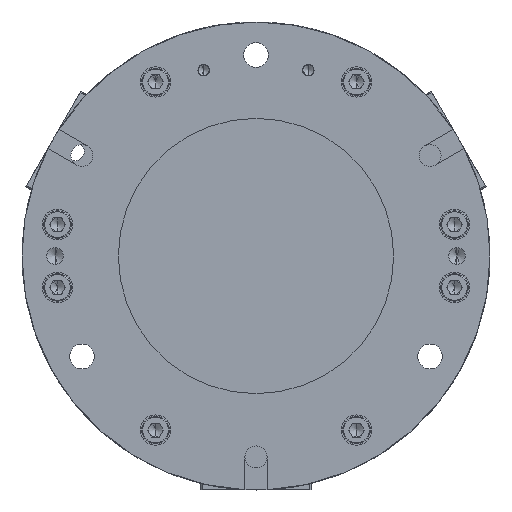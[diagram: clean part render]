
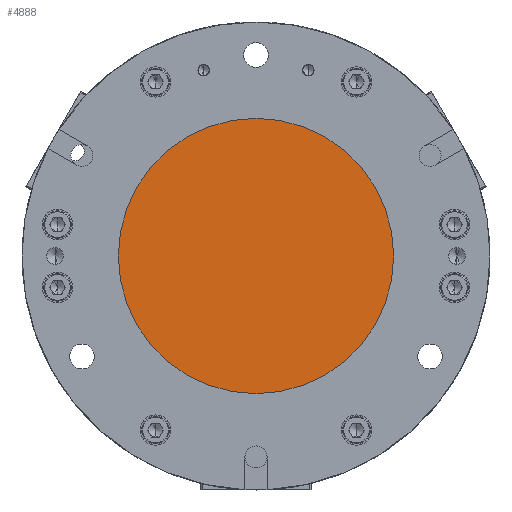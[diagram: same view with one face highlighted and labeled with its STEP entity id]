
A CAD part, front view. The second image highlights one B-rep face of the part: STEP entity #4888.
In plain terms, the highlighted planar face has unit normal (0, -1, 0).
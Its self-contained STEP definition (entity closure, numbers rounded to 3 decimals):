
#2261 = CARTESIAN_POINT ( 'NONE',  ( -50., 0., 0. ) ) ;
#2266 = CARTESIAN_POINT ( 'NONE',  ( 50., 0., 0. ) ) ;
#3145 = EDGE_LOOP ( 'NONE', ( #5666, #5667 ) ) ;
#4888 = ADVANCED_FACE ( 'NONE', ( #19440 ), #19657, .T. ) ;
#5666 = ORIENTED_EDGE ( 'NONE', *, *, #6715, .F. ) ;
#5667 = ORIENTED_EDGE ( 'NONE', *, *, #6669, .F. ) ;
#6669 = EDGE_CURVE ( 'NONE', #15138, #15123, #21394, .T. ) ;
#6715 = EDGE_CURVE ( 'NONE', #15123, #15138, #21446, .T. ) ;
#15123 = VERTEX_POINT ( 'NONE', #2261 ) ;
#15138 = VERTEX_POINT ( 'NONE', #2266 ) ;
#17503 = AXIS2_PLACEMENT_3D ( 'NONE', #19659, #19660, #19661 ) ;
#19440 = FACE_OUTER_BOUND ( 'NONE', #3145, .T. ) ;
#19657 = PLANE ( 'NONE',  #17503 ) ;
#19659 = CARTESIAN_POINT ( 'NONE',  ( -50., 0., 0. ) ) ;
#19660 = DIRECTION ( 'NONE',  ( 0., -1., 0. ) ) ;
#19661 = DIRECTION ( 'NONE',  ( 1., 0., 0. ) ) ;
#20203 = CARTESIAN_POINT ( 'NONE',  ( 0., 0., 0. ) ) ;
#20204 = DIRECTION ( 'NONE',  ( 0., 1., 0. ) ) ;
#20205 = DIRECTION ( 'NONE',  ( -1., 0., 0. ) ) ;
#20336 = CARTESIAN_POINT ( 'NONE',  ( 0., 0., 0. ) ) ;
#20364 = DIRECTION ( 'NONE',  ( 0., 1., 0. ) ) ;
#20365 = DIRECTION ( 'NONE',  ( -1., 0., 0. ) ) ;
#20944 = AXIS2_PLACEMENT_3D ( 'NONE', #20203, #20204, #20205 ) ;
#20974 = AXIS2_PLACEMENT_3D ( 'NONE', #20336, #20364, #20365 ) ;
#21394 = CIRCLE ( 'NONE', #20944, 50. ) ;
#21446 = CIRCLE ( 'NONE', #20974, 50. ) ;
